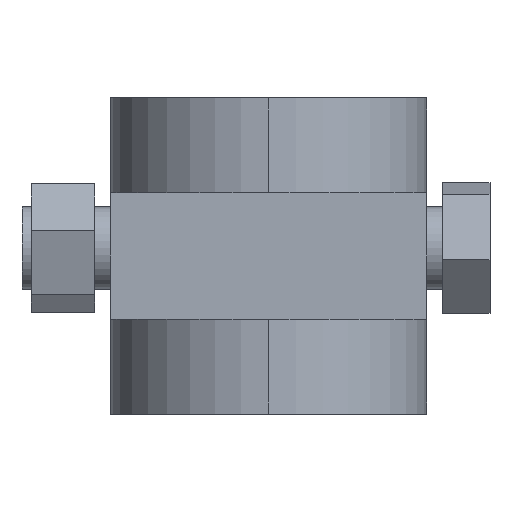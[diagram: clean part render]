
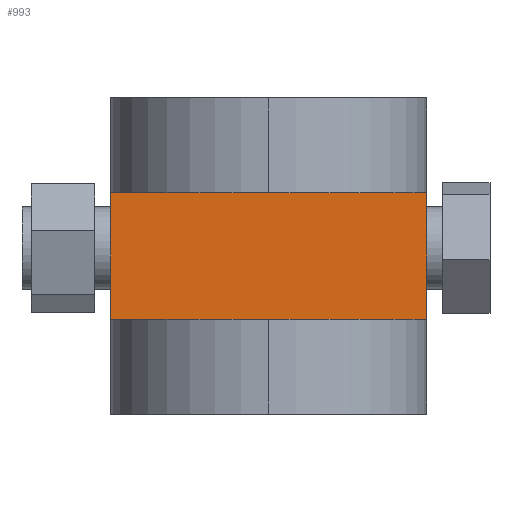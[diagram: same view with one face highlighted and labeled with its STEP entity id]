
A CAD part, front view. The second image highlights one B-rep face of the part: STEP entity #993.
In plain terms, the highlighted planar face has unit normal (0, -1, 0).
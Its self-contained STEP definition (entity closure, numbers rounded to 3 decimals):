
#656=CARTESIAN_POINT('',(54.,-162.049,113.));
#657=VERTEX_POINT('',#656);
#664=CARTESIAN_POINT('',(54.,-162.049,117.));
#665=VERTEX_POINT('',#664);
#666=CARTESIAN_POINT('',(54.,-162.049,113.));
#667=DIRECTION('',(0.,0.,1.));
#668=VECTOR('',#667,4.);
#669=LINE('',#666,#668);
#670=EDGE_CURVE('',#657,#665,#669,.T.);
#794=CARTESIAN_POINT('',(64.,-162.049,117.));
#795=VERTEX_POINT('',#794);
#802=CARTESIAN_POINT('',(64.,-162.049,113.));
#803=VERTEX_POINT('',#802);
#804=CARTESIAN_POINT('',(64.,-162.049,113.));
#805=DIRECTION('',(0.,0.,1.));
#806=VECTOR('',#805,4.);
#807=LINE('',#804,#806);
#808=EDGE_CURVE('',#803,#795,#807,.T.);
#972=CARTESIAN_POINT('',(72.932,-162.049,115.));
#973=DIRECTION('',(0.,-1.,0.));
#974=DIRECTION('',(1.,0.,-0.));
#975=AXIS2_PLACEMENT_3D('',#972,#973,#974);
#976=PLANE('',#975);
#977=CARTESIAN_POINT('',(64.,-162.049,113.));
#978=DIRECTION('',(-1.,-0.,0.));
#979=VECTOR('',#978,10.);
#980=LINE('',#977,#979);
#981=EDGE_CURVE('',#803,#657,#980,.T.);
#982=ORIENTED_EDGE('',*,*,#981,.F.);
#983=ORIENTED_EDGE('',*,*,#808,.T.);
#984=CARTESIAN_POINT('',(64.,-162.049,117.));
#985=DIRECTION('',(-1.,-0.,0.));
#986=VECTOR('',#985,10.);
#987=LINE('',#984,#986);
#988=EDGE_CURVE('',#795,#665,#987,.T.);
#989=ORIENTED_EDGE('',*,*,#988,.T.);
#990=ORIENTED_EDGE('',*,*,#670,.F.);
#991=EDGE_LOOP('',(#982,#983,#989,#990));
#992=FACE_BOUND('',#991,.T.);
#993=ADVANCED_FACE('',(#992),#976,.T.);
